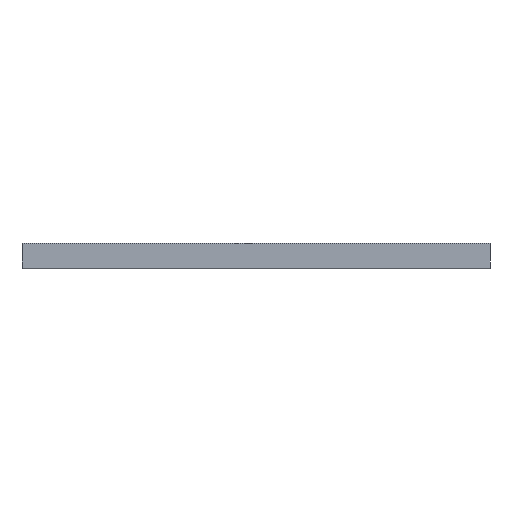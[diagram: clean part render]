
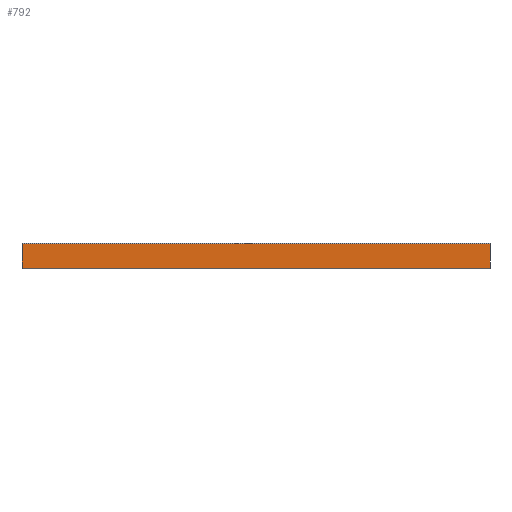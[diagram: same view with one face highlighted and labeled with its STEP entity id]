
A CAD part, top view. The second image highlights one B-rep face of the part: STEP entity #792.
In plain terms, the highlighted planar face has unit normal (0, 0, 1).
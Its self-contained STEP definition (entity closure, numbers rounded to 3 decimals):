
#273 = DIRECTION ( 'NONE',  ( -1., 0., 0. ) ) ;
#383 = DIRECTION ( 'NONE',  ( 0., 1., 0. ) ) ;
#479 = VECTOR ( 'NONE', #1870, 1000. ) ;
#562 = FACE_OUTER_BOUND ( 'NONE', #3208, .T. ) ;
#685 = PLANE ( 'NONE',  #3372 ) ;
#792 = ADVANCED_FACE ( 'NONE', ( #562 ), #685, .T. ) ;
#890 = CARTESIAN_POINT ( 'NONE',  ( 0., 0., -24.2 ) ) ;
#1165 = CARTESIAN_POINT ( 'NONE',  ( 1956., 104.15, -24.2 ) ) ;
#1556 = ORIENTED_EDGE ( 'NONE', *, *, #3253, .T. ) ;
#1663 = VERTEX_POINT ( 'NONE', #2926 ) ;
#1870 = DIRECTION ( 'NONE',  ( 0., 1., 0. ) ) ;
#2034 = DIRECTION ( 'NONE',  ( 0., 0., 1. ) ) ;
#2381 = ORIENTED_EDGE ( 'NONE', *, *, #4573, .F. ) ;
#2694 = ORIENTED_EDGE ( 'NONE', *, *, #5463, .F. ) ;
#2702 = DIRECTION ( 'NONE',  ( -1., 0., 0. ) ) ;
#2926 = CARTESIAN_POINT ( 'NONE',  ( 0., 1.8, -24.2 ) ) ;
#3158 = CARTESIAN_POINT ( 'NONE',  ( 1956., 1.8, -24.2 ) ) ;
#3208 = EDGE_LOOP ( 'NONE', ( #5400, #2381, #2694, #1556 ) ) ;
#3253 = EDGE_CURVE ( 'NONE', #5427, #3826, #3864, .T. ) ;
#3372 = AXIS2_PLACEMENT_3D ( 'NONE', #3431, #2034, #5240 ) ;
#3431 = CARTESIAN_POINT ( 'NONE',  ( 1956., 0., -24.2 ) ) ;
#3675 = LINE ( 'NONE', #3158, #4773 ) ;
#3728 = CARTESIAN_POINT ( 'NONE',  ( 1956., 0., -24.2 ) ) ;
#3826 = VERTEX_POINT ( 'NONE', #5683 ) ;
#3864 = LINE ( 'NONE', #3728, #479 ) ;
#4439 = CARTESIAN_POINT ( 'NONE',  ( 0., 104.15, -24.2 ) ) ;
#4443 = VECTOR ( 'NONE', #273, 1000. ) ;
#4550 = CARTESIAN_POINT ( 'NONE',  ( 1956., 1.8, -24.2 ) ) ;
#4573 = EDGE_CURVE ( 'NONE', #1663, #5584, #5008, .T. ) ;
#4773 = VECTOR ( 'NONE', #2702, 1000. ) ;
#4862 = VECTOR ( 'NONE', #383, 1000. ) ;
#5008 = LINE ( 'NONE', #890, #4862 ) ;
#5050 = EDGE_CURVE ( 'NONE', #3826, #5584, #5069, .T. ) ;
#5069 = LINE ( 'NONE', #1165, #4443 ) ;
#5240 = DIRECTION ( 'NONE',  ( 1., 0., 0. ) ) ;
#5400 = ORIENTED_EDGE ( 'NONE', *, *, #5050, .T. ) ;
#5427 = VERTEX_POINT ( 'NONE', #4550 ) ;
#5463 = EDGE_CURVE ( 'NONE', #5427, #1663, #3675, .T. ) ;
#5584 = VERTEX_POINT ( 'NONE', #4439 ) ;
#5683 = CARTESIAN_POINT ( 'NONE',  ( 1956., 104.15, -24.2 ) ) ;
